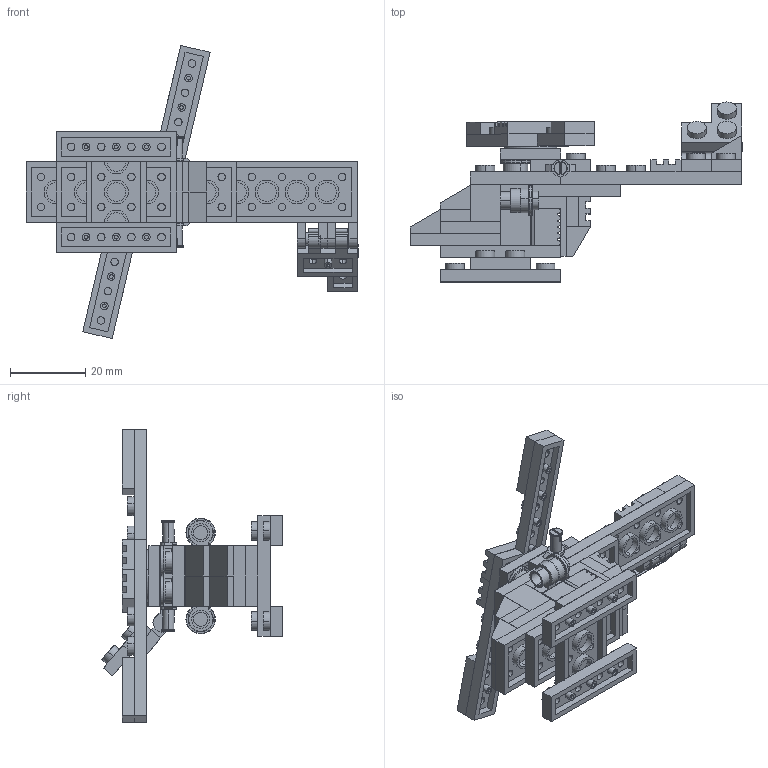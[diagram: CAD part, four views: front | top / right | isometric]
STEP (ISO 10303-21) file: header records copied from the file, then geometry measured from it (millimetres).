
FILE_DESCRIPTION (( 'STEP AP214' ), '1' );
FILE_NAME ('Helicopter Assembly.STEP', '2025-02-08T04:14:07', ( '' ), ( '' ), 'SwSTEP 2.0', 'SolidWorks 2024', '' );
FILE_SCHEMA (( 'AUTOMOTIVE_DESIGN' ));
Length unit declared in the file: millimetre
Products named in the file (29): MileStone 4 assem 2; MileStone4Assem; SKINNYBRICK-M2_CROY_302121; SKINNYBRICK-M2_CROY_302001; 4556157; 4211350; 242021-H (1)-1; SKINNYBRICK-M2_CROY_Flat Brick; SKINNYBRICK-M2_CROY_302221; LEGO LIGHTS (OFF ROADER)-1-1_4210633; 4521921_Gray; 4615649; 306924; 300521; 4540203; Helicopter Assembly; 368001-2; 4521921_Yellow; 4521921_Red; 4515369; 4632575-H; SKINNYBRICK-M2_CROY_371021; SKINNYBRICK-M2_CROY_379521; SKINNYBRICK-M2_CROY_4211056; 4210636-H-1; 4521921_Blue; SKINNYBRICK-M2_CROY_302021; 4211504; 4226179-OR (1)-1
Assembly tree (46 placements, depth 3):
  Helicopter Assembly
    SKINNYBRICK-M2_CROY_302021  x2
    300521  x2
    4210636-H-1
    MileStone 4 assem 2
      4615649
      4211350
      4521921_Red  x2
      SKINNYBRICK-M2_CROY_Flat Brick
    4632575-H  x2
    SKINNYBRICK-M2_CROY_302121  x2
    SKINNYBRICK-M2_CROY_302221
    SKINNYBRICK-M2_CROY_Flat Brick
    4226179-OR (1)-1
    4521921_Blue  x2
    SKINNYBRICK-M2_CROY_379521
    4515369  x2
    4211350  x3
    4521921_Yellow
    4556157
    242021-H (1)-1
    MileStone4Assem
      368001-2
      4540203
      SKINNYBRICK-M2_CROY_4211056  x2
      306924  x2
    4521921_Gray  x2
    SKINNYBRICK-M2_CROY_302001
    SKINNYBRICK-M2_CROY_371021  x2
    LEGO LIGHTS (OFF ROADER)-1-1_4210633  x4
    4211504
Bounding box: 88.2 x 47.86 x 77.89 mm (x, y, z)
Volume: 23098.4 mm3; surface area: 37448 mm2
Topology: 47 solids, 47 shells, 1914 faces, 4232 edges, 2732 vertices
Faces by surface type: plane 949, cylinder 823, torus 118, sphere 24
Entity records: 36880 total; most frequent: DIRECTION 6677, CARTESIAN_POINT 6420, ORIENTED_EDGE 5634, EDGE_CURVE 2817, AXIS2_PLACEMENT_3D 2577, VERTEX_POINT 1846, VECTOR 1523, LINE 1523
